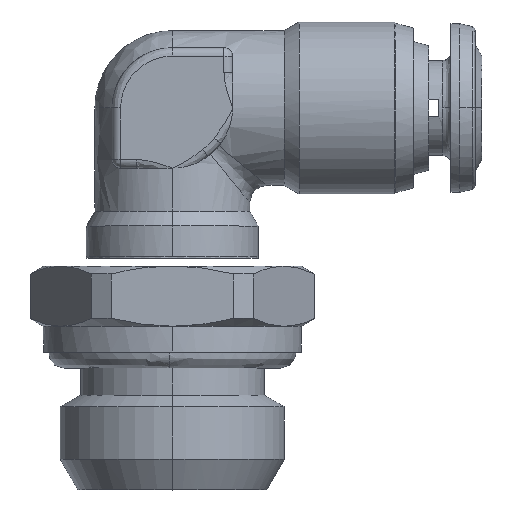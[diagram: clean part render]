
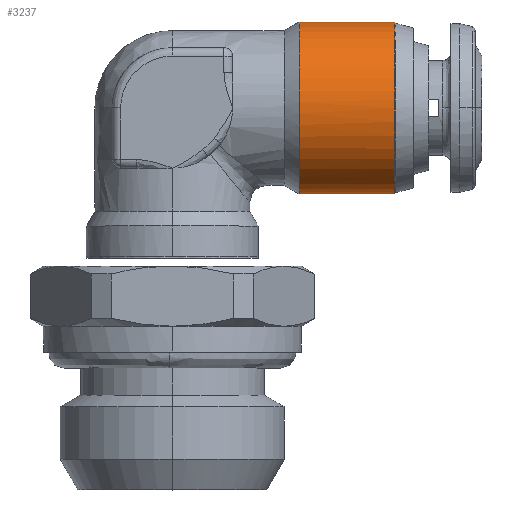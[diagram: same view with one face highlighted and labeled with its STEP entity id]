
A CAD part, top view. The second image highlights one B-rep face of the part: STEP entity #3237.
In plain terms, the highlighted free-form (B-spline) face has degree [1, 3] with [2, 7] control points.
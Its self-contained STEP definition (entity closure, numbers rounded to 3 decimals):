
#188 = CARTESIAN_POINT ( 'NONE',  ( 12.918, 4.5, 2.929 ) ) ;
#457 = CARTESIAN_POINT ( 'NONE',  ( 12.918, 14.5, 0. ) ) ;
#513 = B_SPLINE_CURVE_WITH_KNOTS ( 'NONE', 1,
 ( #7317, #3293 ),
 .UNSPECIFIED., .F., .F.,
 ( 2, 2 ),
 ( -1., 0. ),
 .UNSPECIFIED. ) ;
#624 = CARTESIAN_POINT ( 'NONE',  ( 7.366, 9.5, 5. ) ) ;
#700 = CARTESIAN_POINT ( 'NONE',  ( 7.366, 12.429, 5. ) ) ;
#864 = CARTESIAN_POINT ( 'NONE',  ( 12.918, 9.5, 5. ) ) ;
#953 = CARTESIAN_POINT ( 'NONE',  ( 7.366, 4.5, 0. ) ) ;
#1140 = CARTESIAN_POINT ( 'NONE',  ( 12.918, 14.5, 2.929 ) ) ;
#1366 = CARTESIAN_POINT ( 'NONE',  ( 7.366, 4.5, 0. ) ) ;
#1385 = CARTESIAN_POINT ( 'NONE',  ( 12.918, 4.5, 0. ) ) ;
#1470 = CARTESIAN_POINT ( 'NONE',  ( 12.918, 14.5, 2.929 ) ) ;
#1531 = EDGE_CURVE ( 'NONE', #2910, #7374, #3601, .T. ) ;
#1617 = VERTEX_POINT ( 'NONE', #2334 ) ;
#1685 =( BOUNDED_CURVE ( )  B_SPLINE_CURVE ( 3, ( #4744, #4709, #700, #624, #5960, #6626, #1366 ),
 .UNSPECIFIED., .F., .F. ) 
 B_SPLINE_CURVE_WITH_KNOTS ( ( 4, 3, 4 ),
 ( -3.142, -1.571, 0. ),
 .UNSPECIFIED. ) 
 CURVE ( )  GEOMETRIC_REPRESENTATION_ITEM ( )  RATIONAL_B_SPLINE_CURVE ( ( 1., 0.805, 0.805, 1., 0.805, 0.805, 1. ) ) 
 REPRESENTATION_ITEM ( '' )  );
#2018 = CARTESIAN_POINT ( 'NONE',  ( 12.918, 6.571, 5. ) ) ;
#2159 = CARTESIAN_POINT ( 'NONE',  ( 7.366, 12.429, 5. ) ) ;
#2167 = CARTESIAN_POINT ( 'NONE',  ( 12.918, 4.5, 0. ) ) ;
#2175 = CARTESIAN_POINT ( 'NONE',  ( 7.366, 14.5, 0. ) ) ;
#2185 = CARTESIAN_POINT ( 'NONE',  ( 12.918, 14.5, 0. ) ) ;
#2334 = CARTESIAN_POINT ( 'NONE',  ( 7.366, 4.5, 0. ) ) ;
#2525 = EDGE_CURVE ( 'NONE', #2910, #1617, #1685, .T. ) ;
#2773 = EDGE_CURVE ( 'NONE', #7374, #5127, #8296, .T. ) ;
#2910 = VERTEX_POINT ( 'NONE', #6280 ) ;
#2915 = CARTESIAN_POINT ( 'NONE',  ( 12.918, 6.571, 5. ) ) ;
#3237 = ADVANCED_FACE ( 'NONE', ( #6872 ), #5228, .F. ) ;
#3293 = CARTESIAN_POINT ( 'NONE',  ( 7.366, 4.5, 0. ) ) ;
#3356 = EDGE_LOOP ( 'NONE', ( #6668, #6624, #6359, #4825, #7297 ) ) ;
#3403 = EDGE_CURVE ( 'NONE', #4276, #1617, #513, .T. ) ;
#3601 = B_SPLINE_CURVE_WITH_KNOTS ( 'NONE', 1,
 ( #2175, #6799 ),
 .UNSPECIFIED., .F., .F.,
 ( 2, 2 ),
 ( -1., 0. ),
 .UNSPECIFIED. ) ;
#4276 = VERTEX_POINT ( 'NONE', #1385 ) ;
#4694 = CARTESIAN_POINT ( 'NONE',  ( 12.918, 9.5, 5. ) ) ;
#4709 = CARTESIAN_POINT ( 'NONE',  ( 7.366, 14.5, 2.929 ) ) ;
#4744 = CARTESIAN_POINT ( 'NONE',  ( 7.366, 14.5, 0. ) ) ;
#4825 = ORIENTED_EDGE ( 'NONE', *, *, #1531, .F. ) ;
#4844 = CARTESIAN_POINT ( 'NONE',  ( 12.918, 4.5, 0. ) ) ;
#4868 = CARTESIAN_POINT ( 'NONE',  ( 7.366, 6.571, 5. ) ) ;
#5066 = CARTESIAN_POINT ( 'NONE',  ( 12.918, 9.5, 5. ) ) ;
#5127 = VERTEX_POINT ( 'NONE', #7678 ) ;
#5228 =( BOUNDED_SURFACE ( )  B_SPLINE_SURFACE ( 1, 3, ( 
 ( #7492, #8168, #2159, #8139, #4868, #5566, #953 ),
 ( #2185, #1470, #6149, #864, #2915, #188, #4844 ) ),
 .UNSPECIFIED., .F., .F., .T. ) 
 B_SPLINE_SURFACE_WITH_KNOTS ( ( 2, 2 ),
 ( 4, 3, 4 ),
 ( 0., 1. ),
 ( 0., 0.5, 1. ),
 .UNSPECIFIED. ) 
 GEOMETRIC_REPRESENTATION_ITEM ( )  RATIONAL_B_SPLINE_SURFACE ( (
 ( 1., 0.805, 0.805, 1., 0.805, 0.805, 1.),
 ( 1., 0.805, 0.805, 1., 0.805, 0.805, 1.) ) ) 
 REPRESENTATION_ITEM ( '' )  SURFACE ( )  );
#5566 = CARTESIAN_POINT ( 'NONE',  ( 7.366, 4.5, 2.929 ) ) ;
#5572 = CARTESIAN_POINT ( 'NONE',  ( 12.918, 4.5, 2.929 ) ) ;
#5899 = EDGE_CURVE ( 'NONE', #5127, #4276, #6141, .T. ) ;
#5960 = CARTESIAN_POINT ( 'NONE',  ( 7.366, 6.571, 5. ) ) ;
#6141 =( BOUNDED_CURVE ( )  B_SPLINE_CURVE ( 3, ( #4694, #2018, #5572, #2167 ),
 .UNSPECIFIED., .F., .F. ) 
 B_SPLINE_CURVE_WITH_KNOTS ( ( 4, 4 ),
 ( -1.571, 0. ),
 .UNSPECIFIED. ) 
 CURVE ( )  GEOMETRIC_REPRESENTATION_ITEM ( )  RATIONAL_B_SPLINE_CURVE ( ( 1., 0.805, 0.805, 1. ) ) 
 REPRESENTATION_ITEM ( '' )  );
#6149 = CARTESIAN_POINT ( 'NONE',  ( 12.918, 12.429, 5. ) ) ;
#6280 = CARTESIAN_POINT ( 'NONE',  ( 7.366, 14.5, 0. ) ) ;
#6359 = ORIENTED_EDGE ( 'NONE', *, *, #2773, .F. ) ;
#6471 = CARTESIAN_POINT ( 'NONE',  ( 12.918, 12.429, 5. ) ) ;
#6624 = ORIENTED_EDGE ( 'NONE', *, *, #5899, .F. ) ;
#6626 = CARTESIAN_POINT ( 'NONE',  ( 7.366, 4.5, 2.929 ) ) ;
#6668 = ORIENTED_EDGE ( 'NONE', *, *, #3403, .F. ) ;
#6799 = CARTESIAN_POINT ( 'NONE',  ( 12.918, 14.5, 0. ) ) ;
#6872 = FACE_OUTER_BOUND ( 'NONE', #3356, .T. ) ;
#7297 = ORIENTED_EDGE ( 'NONE', *, *, #2525, .T. ) ;
#7317 = CARTESIAN_POINT ( 'NONE',  ( 12.918, 4.5, 0. ) ) ;
#7374 = VERTEX_POINT ( 'NONE', #8551 ) ;
#7492 = CARTESIAN_POINT ( 'NONE',  ( 7.366, 14.5, 0. ) ) ;
#7678 = CARTESIAN_POINT ( 'NONE',  ( 12.918, 9.5, 5. ) ) ;
#8139 = CARTESIAN_POINT ( 'NONE',  ( 7.366, 9.5, 5. ) ) ;
#8168 = CARTESIAN_POINT ( 'NONE',  ( 7.366, 14.5, 2.929 ) ) ;
#8296 =( BOUNDED_CURVE ( )  B_SPLINE_CURVE ( 3, ( #457, #1140, #6471, #5066 ),
 .UNSPECIFIED., .F., .T. ) 
 B_SPLINE_CURVE_WITH_KNOTS ( ( 4, 4 ),
 ( -1.571, 0. ),
 .UNSPECIFIED. ) 
 CURVE ( )  GEOMETRIC_REPRESENTATION_ITEM ( )  RATIONAL_B_SPLINE_CURVE ( ( 1., 0.805, 0.805, 1. ) ) 
 REPRESENTATION_ITEM ( '' )  );
#8551 = CARTESIAN_POINT ( 'NONE',  ( 12.918, 14.5, 0. ) ) ;
